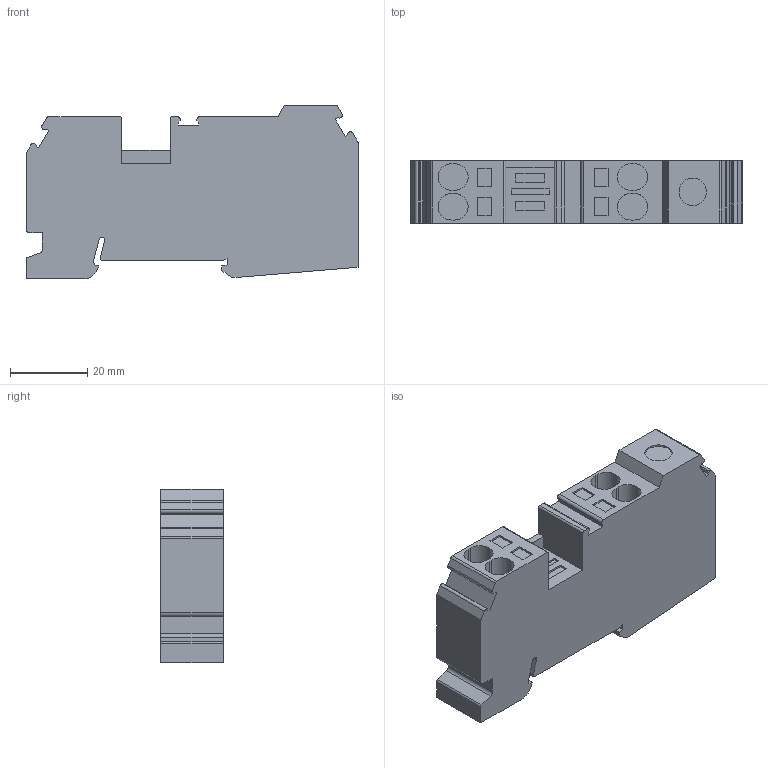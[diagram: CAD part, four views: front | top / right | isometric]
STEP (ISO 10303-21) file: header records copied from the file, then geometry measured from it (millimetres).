
FILE_DESCRIPTION(/* description */ ('Unknown'),/* implementation_level */ '2;1');
FILE_NAME(/* name */ 'DTB35-10X4_3D_SOLID',/* time_stamp */ '2024-11-13T14:34:24+05:00',/* author */ ('Unknown'),/* organization */ ('Unknown'),/* preprocessor_version */ 'ST-DEVELOPER v16.7',/* originating_system */ 'Solid Edge',/* authorisation */ 'Unknown');
FILE_SCHEMA (('AUTOMOTIVE_DESIGN {1 0 10303 214 3 1 1}'));
Length unit declared in the file: millimetre
Products named in the file (1): DTB35-10X4_3D_SOLID
Bounding box: 86 x 16.2 x 45 mm (x, y, z)
Volume: 45072.2 mm3; surface area: 14577.9 mm2
Topology: 1 solids, 1 shells, 148 faces, 395 edges, 262 vertices
Faces by surface type: plane 121, cylinder 27
Full cylindrical faces by diameter (mm): 7.1 x1
Entity records: 4586 total; most frequent: CARTESIAN_POINT 805, ORIENTED_EDGE 788, DIRECTION 746, EDGE_CURVE 394, LINE 340, VECTOR 340, VERTEX_POINT 262, AXIS2_PLACEMENT_3D 203
